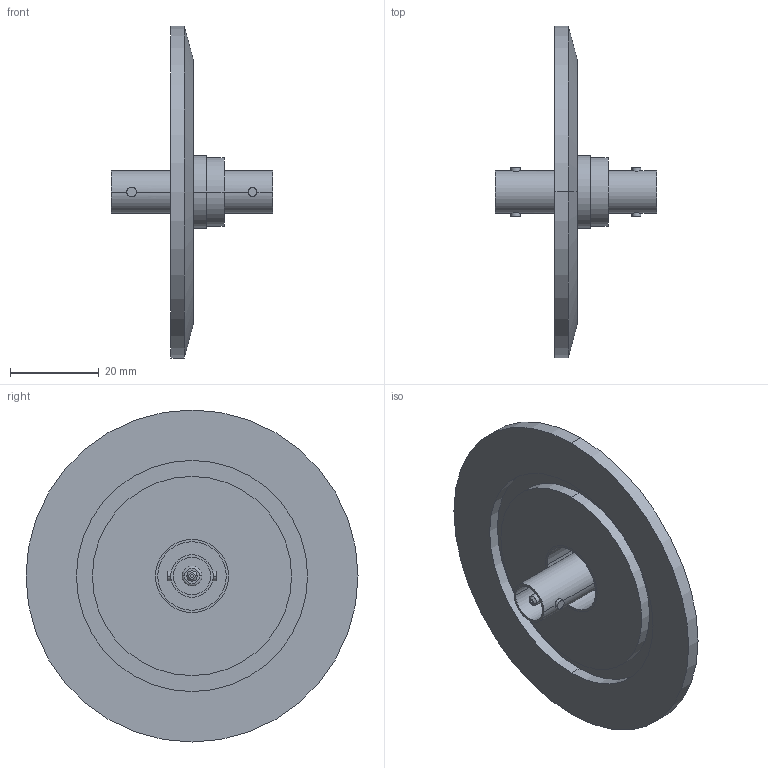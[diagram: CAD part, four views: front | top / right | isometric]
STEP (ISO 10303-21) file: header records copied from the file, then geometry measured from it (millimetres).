
FILE_DESCRIPTION (( 'STEP AP214' ), '1' );
FILE_NAME ('242-BNCDF50-K50.step', '2025-02-18T20:47:01', ( '' ), ( '' ), 'SwSTEP 2.0', 'SolidWorks 2022', '' );
FILE_SCHEMA (( 'AUTOMOTIVE_DESIGN' ));
Length unit declared in the file: millimetre
Products named in the file (5): 9242-BNCDF50-IFW-1; 242-BNCDF50-I; 9242-BNCDF50-IFW-2; 242-BNCDF50-K50; 9431-K50-16.5_431-KF50-B
Assembly tree (4 placements, depth 3):
  242-BNCDF50-K50
    9431-K50-16.5_431-KF50-B
    242-BNCDF50-I
      9242-BNCDF50-IFW-1
      9242-BNCDF50-IFW-2
Bounding box: 36.5 x 75 x 75 mm (x, y, z)
Volume: 19984 mm3; surface area: 13710 mm2
Topology: 3 solids, 3 shells, 72 faces, 146 edges, 92 vertices
Faces by surface type: cylinder 42, plane 22, cone 6, torus 2
Entity records: 2282 total; most frequent: CARTESIAN_POINT 454, DIRECTION 384, ORIENTED_EDGE 292, AXIS2_PLACEMENT_3D 166, EDGE_CURVE 146, VERTEX_POINT 92, EDGE_LOOP 88, CIRCLE 86
